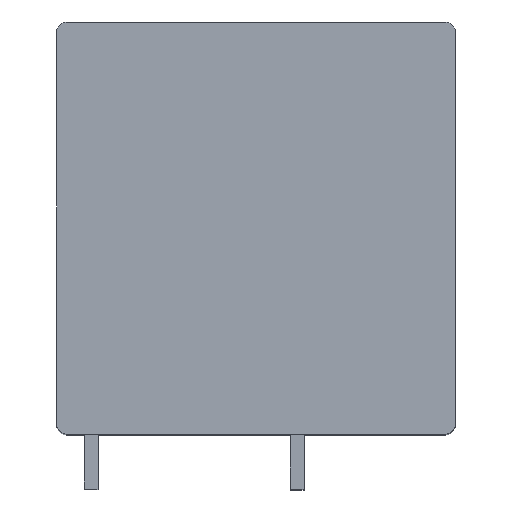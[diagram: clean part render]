
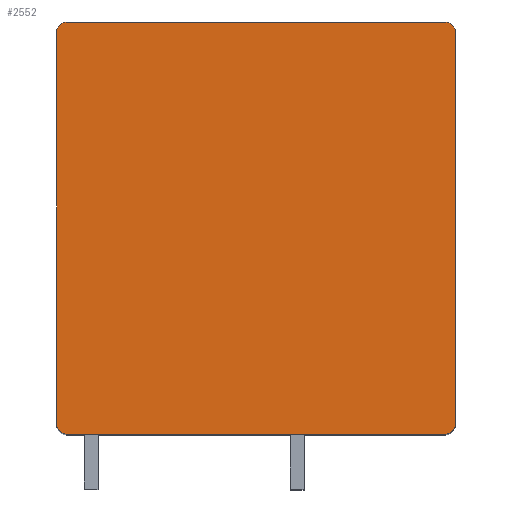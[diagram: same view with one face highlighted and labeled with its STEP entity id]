
A CAD part, top view. The second image highlights one B-rep face of the part: STEP entity #2552.
In plain terms, the highlighted planar face has unit normal (0, 0, 1).
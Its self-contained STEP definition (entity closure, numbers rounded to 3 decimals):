
#357=CARTESIAN_POINT('',(13.8,14.3,4.45));
#358=DIRECTION('',(0.,0.,1.));
#359=DIRECTION('',(1.,0.,0.));
#360=AXIS2_PLACEMENT_3D('',#357,#358,#359);
#362=DIRECTION('',(0.,1.,0.));
#363=VECTOR('',#362,28.6);
#364=CARTESIAN_POINT('',(14.5,-14.3,4.45));
#365=LINE('',#364,#363);
#366=CARTESIAN_POINT('',(13.8,-14.3,4.45));
#367=DIRECTION('',(0.,0.,1.));
#368=DIRECTION('',(0.,-1.,0.));
#369=AXIS2_PLACEMENT_3D('',#366,#367,#368);
#371=DIRECTION('',(1.,0.,0.));
#372=VECTOR('',#371,27.6);
#373=CARTESIAN_POINT('',(-13.8,-15.,4.45));
#374=LINE('',#373,#372);
#375=CARTESIAN_POINT('',(-13.8,-14.3,4.45));
#376=DIRECTION('',(0.,0.,1.));
#377=DIRECTION('',(-1.,0.,0.));
#378=AXIS2_PLACEMENT_3D('',#375,#376,#377);
#380=DIRECTION('',(0.,-1.,0.));
#381=VECTOR('',#380,28.6);
#382=CARTESIAN_POINT('',(-14.5,14.3,4.45));
#383=LINE('',#382,#381);
#384=CARTESIAN_POINT('',(-13.8,14.3,4.45));
#385=DIRECTION('',(0.,0.,1.));
#386=DIRECTION('',(0.,1.,0.));
#387=AXIS2_PLACEMENT_3D('',#384,#385,#386);
#389=DIRECTION('',(-1.,0.,0.));
#390=VECTOR('',#389,27.6);
#391=CARTESIAN_POINT('',(13.8,15.,4.45));
#392=LINE('',#391,#390);
#1729=CARTESIAN_POINT('',(14.5,14.3,4.45));
#1730=CARTESIAN_POINT('',(13.8,15.,4.45));
#1731=VERTEX_POINT('',#1729);
#1732=VERTEX_POINT('',#1730);
#1733=CARTESIAN_POINT('',(-13.8,15.,4.45));
#1734=VERTEX_POINT('',#1733);
#1735=CARTESIAN_POINT('',(-14.5,14.3,4.45));
#1736=VERTEX_POINT('',#1735);
#1737=CARTESIAN_POINT('',(-14.5,-14.3,4.45));
#1738=VERTEX_POINT('',#1737);
#1739=CARTESIAN_POINT('',(-13.8,-15.,4.45));
#1740=VERTEX_POINT('',#1739);
#1741=CARTESIAN_POINT('',(13.8,-15.,4.45));
#1742=VERTEX_POINT('',#1741);
#1743=CARTESIAN_POINT('',(14.5,-14.3,4.45));
#1744=VERTEX_POINT('',#1743);
#2537=CARTESIAN_POINT('',(0.,0.,4.45));
#2538=DIRECTION('',(0.,0.,1.));
#2539=DIRECTION('',(1.,0.,0.));
#2540=AXIS2_PLACEMENT_3D('',#2537,#2538,#2539);
#2541=PLANE('',#2540);
#2542=ORIENTED_EDGE('',*,*,#2216,.F.);
#2543=ORIENTED_EDGE('',*,*,#2231,.F.);
#2544=ORIENTED_EDGE('',*,*,#2341,.F.);
#2545=ORIENTED_EDGE('',*,*,#2355,.F.);
#2546=ORIENTED_EDGE('',*,*,#2489,.F.);
#2547=ORIENTED_EDGE('',*,*,#2503,.F.);
#2548=ORIENTED_EDGE('',*,*,#2517,.F.);
#2549=ORIENTED_EDGE('',*,*,#2530,.F.);
#2550=EDGE_LOOP('',(#2542,#2543,#2544,#2545,#2546,#2547,#2548,#2549));
#2551=FACE_OUTER_BOUND('',#2550,.F.);
#2552=ADVANCED_FACE('',(#2551),#2541,.T.);
#361=CIRCLE('',#360,0.7);
#370=CIRCLE('',#369,0.7);
#379=CIRCLE('',#378,0.7);
#388=CIRCLE('',#387,0.7);
#2216=EDGE_CURVE('',#1731,#1732,#361,.T.);
#2231=EDGE_CURVE('',#1744,#1731,#365,.T.);
#2341=EDGE_CURVE('',#1742,#1744,#370,.T.);
#2355=EDGE_CURVE('',#1740,#1742,#374,.T.);
#2489=EDGE_CURVE('',#1738,#1740,#379,.T.);
#2503=EDGE_CURVE('',#1736,#1738,#383,.T.);
#2517=EDGE_CURVE('',#1734,#1736,#388,.T.);
#2530=EDGE_CURVE('',#1732,#1734,#392,.T.);
